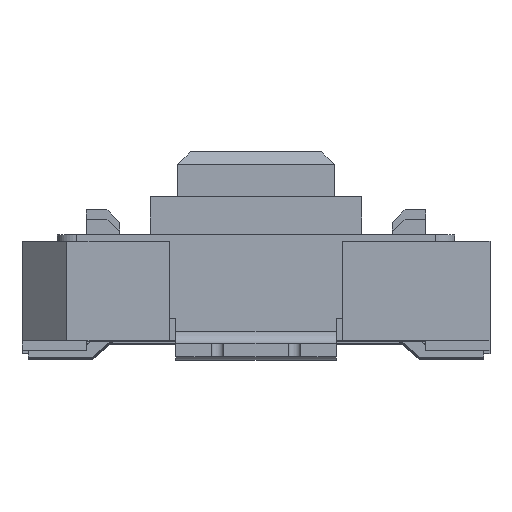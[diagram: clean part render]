
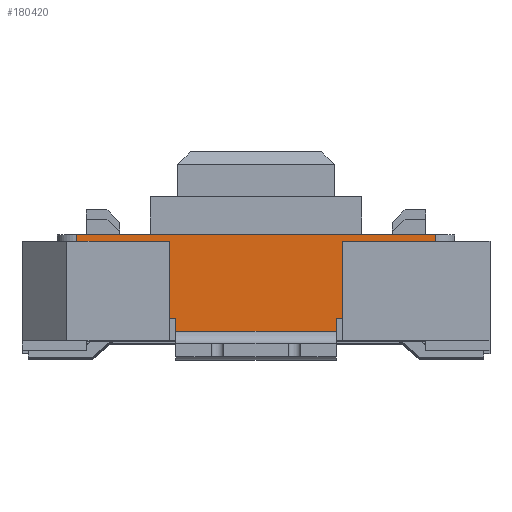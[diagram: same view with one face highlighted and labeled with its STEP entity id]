
A CAD part, top view. The second image highlights one B-rep face of the part: STEP entity #180420.
In plain terms, the highlighted planar face has unit normal (0, 0, 1).
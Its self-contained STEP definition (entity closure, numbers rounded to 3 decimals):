
#11890=CARTESIAN_POINT('',(-5.051,1.018,
30.138));
#11900=VERTEX_POINT('',#11890);
#12720=CARTESIAN_POINT('',(0.549,1.018,
30.138));
#12730=VERTEX_POINT('',#12720);
#12760=CARTESIAN_POINT('',(-2.251,1.018,
30.138));
#12770=DIRECTION('',(1.,0.,-0.));
#12780=VECTOR('',#12770,1.);
#12790=LINE('',#12760,#12780);
#12800=EDGE_CURVE('',#11900,#12730,#12790,.T.);
#76740=CARTESIAN_POINT('',(0.549,0.518,
30.138));
#76750=VERTEX_POINT('',#76740);
#76780=CARTESIAN_POINT('',(0.549,0.518,
30.138));
#76790=DIRECTION('',(0.,1.,0.));
#76800=VECTOR('',#76790,1.);
#76810=LINE('',#76780,#76800);
#76820=EDGE_CURVE('',#76750,#12730,#76810,.T.);
#97690=CARTESIAN_POINT('',(-3.501,-0.282,
30.138));
#97700=VERTEX_POINT('',#97690);
#97730=CARTESIAN_POINT('',(-3.501,0.518,
30.138));
#97740=DIRECTION('',(0.,1.,0.));
#97750=VECTOR('',#97740,1.);
#97760=LINE('',#97730,#97750);
#97770=CARTESIAN_POINT('',(-3.501,-0.482,
30.138));
#97780=VERTEX_POINT('',#97770);
#97790=EDGE_CURVE('',#97780,#97700,#97760,.T.);
#110550=CARTESIAN_POINT('',(-5.051,0.518,
30.138));
#110560=DIRECTION('',(0.,1.,0.));
#110570=VECTOR('',#110560,1.);
#110580=LINE('',#110550,#110570);
#110590=CARTESIAN_POINT('',(-5.051,0.518,
30.138));
#110600=VERTEX_POINT('',#110590);
#110610=EDGE_CURVE('',#110600,#11900,#110580,.T.);
#129060=CARTESIAN_POINT('',(-0.326,-0.282,
30.138));
#129070=VERTEX_POINT('',#129060);
#129100=CARTESIAN_POINT('',(-0.326,0.518,
30.138));
#129110=DIRECTION('',(0.,-1.,0.));
#129120=VECTOR('',#129110,1.);
#129130=LINE('',#129100,#129120);
#129140=CARTESIAN_POINT('',(-0.326,0.518,
30.138));
#129150=VERTEX_POINT('',#129140);
#129160=EDGE_CURVE('',#129150,#129070,#129130,.T.);
#134470=CARTESIAN_POINT('',(-2.251,0.518,
30.138));
#134480=DIRECTION('',(1.,0.,-0.));
#134490=VECTOR('',#134480,1.);
#134500=LINE('',#134470,#134490);
#134510=EDGE_CURVE('',#129150,#76750,#134500,.T.);
#139130=CARTESIAN_POINT('',(-1.001,-0.482,
30.138));
#139140=VERTEX_POINT('',#139130);
#139190=CARTESIAN_POINT('',(-2.251,-0.482,
30.138));
#139200=DIRECTION('',(1.,0.,-0.));
#139210=VECTOR('',#139200,1.);
#139220=LINE('',#139190,#139210);
#139230=EDGE_CURVE('',#97780,#139140,#139220,.T.);
#140000=CARTESIAN_POINT('',(-4.176,0.518,
30.138));
#140010=DIRECTION('',(0.,-1.,0.));
#140020=VECTOR('',#140010,1.);
#140030=LINE('',#140000,#140020);
#140040=CARTESIAN_POINT('',(-4.176,0.518,
30.138));
#140050=VERTEX_POINT('',#140040);
#140060=CARTESIAN_POINT('',(-4.176,-0.282,
30.138));
#140070=VERTEX_POINT('',#140060);
#140080=EDGE_CURVE('',#140050,#140070,#140030,.T.);
#159060=CARTESIAN_POINT('',(-2.251,-0.282,
30.138));
#159070=DIRECTION('',(1.,0.,-0.));
#159080=VECTOR('',#159070,1.);
#159090=LINE('',#159060,#159080);
#159100=EDGE_CURVE('',#140070,#97700,#159090,.T.);
#162300=CARTESIAN_POINT('',(-1.001,-0.282,
30.138));
#162310=VERTEX_POINT('',#162300);
#162340=EDGE_CURVE('',#162310,#129070,#159090,.T.);
#180130=CARTESIAN_POINT('',(-3.501,0.518,
30.138));
#180140=DIRECTION('',(0.,0.,1.));
#180150=DIRECTION('',(-1.,0.,0.));
#180160=AXIS2_PLACEMENT_3D('',#180130,#180140,#180150);
#180170=PLANE('',#180160);
#180180=ORIENTED_EDGE('',*,*,#97790,.F.);
#180190=ORIENTED_EDGE('',*,*,#159100,.T.);
#180200=ORIENTED_EDGE('',*,*,#140080,.T.);
#180210=CARTESIAN_POINT('',(-2.251,0.518,
30.138));
#180220=DIRECTION('',(1.,0.,-0.));
#180230=VECTOR('',#180220,1.);
#180240=LINE('',#180210,#180230);
#180250=EDGE_CURVE('',#110600,#140050,#180240,.T.);
#180260=ORIENTED_EDGE('',*,*,#180250,.T.);
#180270=ORIENTED_EDGE('',*,*,#110610,.F.);
#180280=ORIENTED_EDGE('',*,*,#12800,.F.);
#180290=ORIENTED_EDGE('',*,*,#76820,.T.);
#180300=ORIENTED_EDGE('',*,*,#134510,.T.);
#180310=ORIENTED_EDGE('',*,*,#129160,.F.);
#180320=ORIENTED_EDGE('',*,*,#162340,.T.);
#180330=CARTESIAN_POINT('',(-1.001,0.518,
30.138));
#180340=DIRECTION('',(0.,-1.,0.));
#180350=VECTOR('',#180340,1.);
#180360=LINE('',#180330,#180350);
#180370=EDGE_CURVE('',#162310,#139140,#180360,.T.);
#180380=ORIENTED_EDGE('',*,*,#180370,.F.);
#180390=ORIENTED_EDGE('',*,*,#139230,.T.);
#180400=EDGE_LOOP('',(#180390,#180380,#180320,#180310,#180300,#180290,
#180280,#180270,#180260,#180200,#180190,#180180));
#180410=FACE_OUTER_BOUND('',#180400,.T.);
#180420=ADVANCED_FACE('',(#180410),#180170,.T.);
